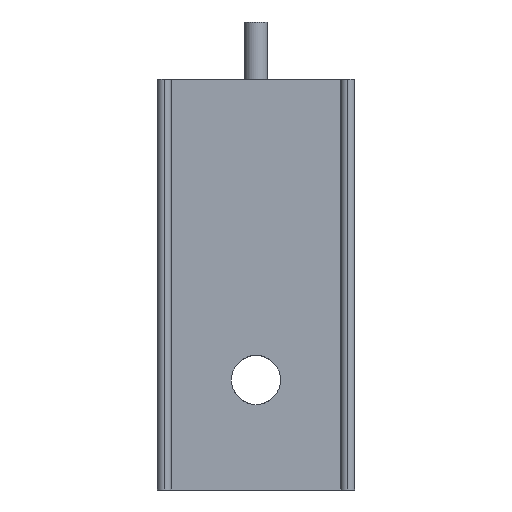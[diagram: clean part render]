
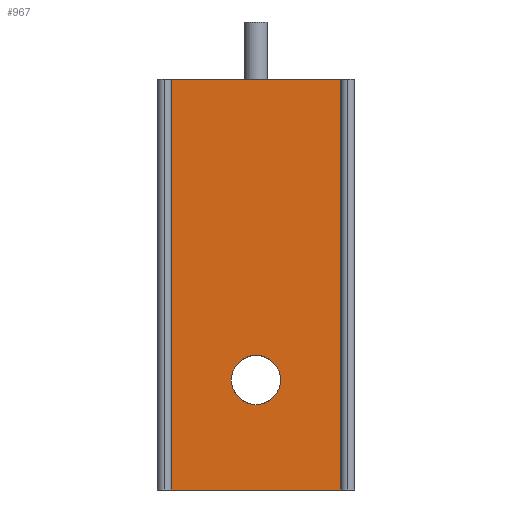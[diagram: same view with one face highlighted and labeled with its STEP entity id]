
A CAD part, front view. The second image highlights one B-rep face of the part: STEP entity #967.
In plain terms, the highlighted planar face has unit normal (0, -1, 0).
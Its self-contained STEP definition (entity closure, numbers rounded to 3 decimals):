
#40 = ORIENTED_EDGE ( 'NONE', *, *, #972, .T. ) ;
#42 = DIRECTION ( 'NONE',  ( 0., 0., -1. ) ) ;
#47 = DIRECTION ( 'NONE',  ( 0., -1., 0. ) ) ;
#648 = VERTEX_POINT ( 'NONE', #2027 ) ;
#653 = EDGE_CURVE ( 'NONE', #665, #648, #1223, .T. ) ;
#665 = VERTEX_POINT ( 'NONE', #2192 ) ;
#688 = EDGE_LOOP ( 'NONE', ( #689, #697 ) ) ;
#689 = ORIENTED_EDGE ( 'NONE', *, *, #970, .F. ) ;
#692 = VERTEX_POINT ( 'NONE', #2099 ) ;
#697 = ORIENTED_EDGE ( 'NONE', *, *, #653, .F. ) ;
#699 = EDGE_CURVE ( 'NONE', #692, #702, #2144, .T. ) ;
#701 = VERTEX_POINT ( 'NONE', #2045 ) ;
#702 = VERTEX_POINT ( 'NONE', #2145 ) ;
#967 = ADVANCED_FACE ( 'NONE', ( #2503, #2634 ), #2637, .F. ) ;
#968 = VERTEX_POINT ( 'NONE', #2644 ) ;
#969 = ORIENTED_EDGE ( 'NONE', *, *, #699, .T. ) ;
#970 = EDGE_CURVE ( 'NONE', #648, #665, #2496, .T. ) ;
#971 = ORIENTED_EDGE ( 'NONE', *, *, #980, .F. ) ;
#972 = EDGE_CURVE ( 'NONE', #702, #968, #2502, .T. ) ;
#973 = EDGE_CURVE ( 'NONE', #701, #968, #2487, .T. ) ;
#979 = ORIENTED_EDGE ( 'NONE', *, *, #973, .F. ) ;
#980 = EDGE_CURVE ( 'NONE', #692, #701, #2481, .T. ) ;
#993 = EDGE_LOOP ( 'NONE', ( #40, #979, #971, #969 ) ) ;
#1223 = CIRCLE ( 'NONE', #1244, 1.5 ) ;
#1243 = CARTESIAN_POINT ( 'NONE',  ( 6., 1.5, 6.7 ) ) ;
#1244 = AXIS2_PLACEMENT_3D ( 'NONE', #1243, #47, #42 ) ;
#2027 = CARTESIAN_POINT ( 'NONE',  ( 6., 1.5, 5.2 ) ) ;
#2045 = CARTESIAN_POINT ( 'NONE',  ( 11.15, 1.5, 25. ) ) ;
#2099 = CARTESIAN_POINT ( 'NONE',  ( 0.85, 1.5, 25. ) ) ;
#2141 = DIRECTION ( 'NONE',  ( 0., 0., -1. ) ) ;
#2142 = VECTOR ( 'NONE', #2141, 1000. ) ;
#2143 = CARTESIAN_POINT ( 'NONE',  ( 0.85, 1.5, 25. ) ) ;
#2144 = LINE ( 'NONE', #2143, #2142 ) ;
#2145 = CARTESIAN_POINT ( 'NONE',  ( 0.85, 1.5, 0. ) ) ;
#2192 = CARTESIAN_POINT ( 'NONE',  ( 6., 1.5, 8.2 ) ) ;
#2481 = LINE ( 'NONE', #2537, #2536 ) ;
#2483 = DIRECTION ( 'NONE',  ( 0., 0., -1. ) ) ;
#2484 = VECTOR ( 'NONE', #2483, 1000. ) ;
#2485 = CARTESIAN_POINT ( 'NONE',  ( 11.15, 1.5, 25. ) ) ;
#2487 = LINE ( 'NONE', #2485, #2484 ) ;
#2489 = DIRECTION ( 'NONE',  ( 1., 0., 0. ) ) ;
#2490 = VECTOR ( 'NONE', #2489, 1000. ) ;
#2491 = DIRECTION ( 'NONE',  ( 0., 0., -1. ) ) ;
#2492 = DIRECTION ( 'NONE',  ( 0., -1., 0. ) ) ;
#2493 = CARTESIAN_POINT ( 'NONE',  ( 6., 1.5, 6.7 ) ) ;
#2494 = AXIS2_PLACEMENT_3D ( 'NONE', #2493, #2492, #2491 ) ;
#2496 = CIRCLE ( 'NONE', #2494, 1.5 ) ;
#2497 = DIRECTION ( 'NONE',  ( 0., 0., 1. ) ) ;
#2501 = CARTESIAN_POINT ( 'NONE',  ( 11.15, 1.5, 0. ) ) ;
#2502 = LINE ( 'NONE', #2501, #2490 ) ;
#2503 = FACE_BOUND ( 'NONE', #688, .T. ) ;
#2504 = DIRECTION ( 'NONE',  ( 0., 1., 0. ) ) ;
#2510 = CARTESIAN_POINT ( 'NONE',  ( 11.15, 1.5, 25. ) ) ;
#2535 = DIRECTION ( 'NONE',  ( 1., 0., 0. ) ) ;
#2536 = VECTOR ( 'NONE', #2535, 1000. ) ;
#2537 = CARTESIAN_POINT ( 'NONE',  ( 11.15, 1.5, 25. ) ) ;
#2540 = AXIS2_PLACEMENT_3D ( 'NONE', #2510, #2504, #2497 ) ;
#2634 = FACE_OUTER_BOUND ( 'NONE', #993, .T. ) ;
#2637 = PLANE ( 'NONE',  #2540 ) ;
#2644 = CARTESIAN_POINT ( 'NONE',  ( 11.15, 1.5, 0. ) ) ;
